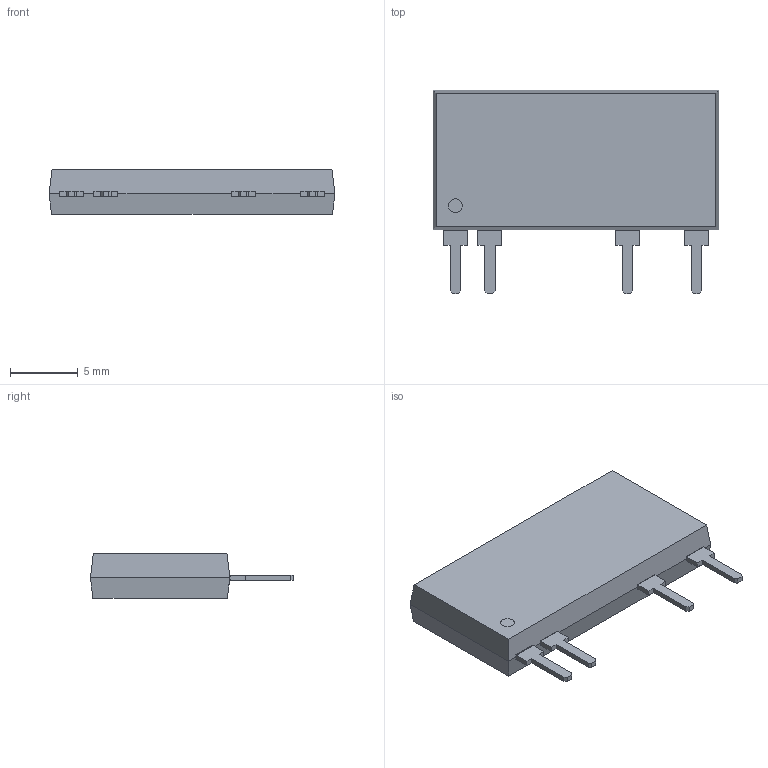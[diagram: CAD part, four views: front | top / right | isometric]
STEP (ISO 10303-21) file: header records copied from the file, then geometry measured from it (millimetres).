
FILE_DESCRIPTION (( 'STEP AP214' ), '1' );
FILE_NAME ('CPC1705Y.STEP', '2022-12-15T03:34:02', ( '' ), ( '' ), 'SwSTEP 2.0', 'SolidWorks 2022', '' );
FILE_SCHEMA (( 'AUTOMOTIVE_DESIGN' ));
Length unit declared in the file: millimetre
Products named in the file (1): CPC1705Y
Bounding box: 21.08 x 14.99 x 3.3 mm (x, y, z)
Volume: 702.4 mm3; surface area: 677 mm2
Topology: 6 solids, 6 shells, 101 faces, 236 edges, 148 vertices
Faces by surface type: plane 97, cylinder 4
Entity records: 3984 total; most frequent: CARTESIAN_POINT 486, ORIENTED_EDGE 472, DIRECTION 448, EDGE_CURVE 236, VECTOR 228, LINE 228, VERTEX_POINT 148, AXIS2_PLACEMENT_3D 110
